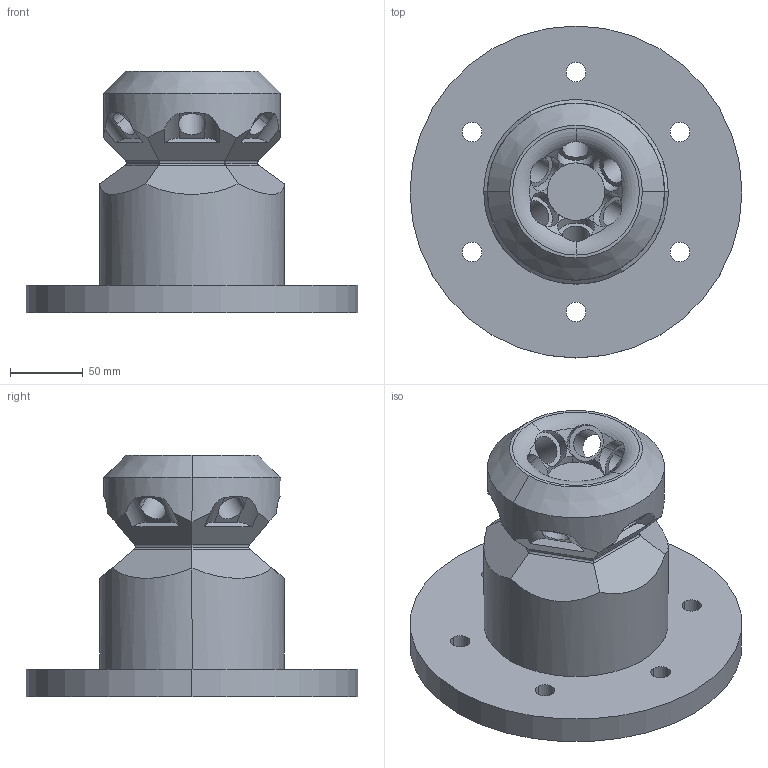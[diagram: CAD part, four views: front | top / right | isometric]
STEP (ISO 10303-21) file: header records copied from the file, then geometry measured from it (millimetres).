
FILE_DESCRIPTION(('Open CASCADE Model'),'2;1');
FILE_NAME('Open CASCADE Shape Model','2025-12-10T18:48:31',('Author'),( 'Open CASCADE'),'Open CASCADE STEP processor 7.9','Open CASCADE 7.9' ,'Unknown');
FILE_SCHEMA(('AUTOMOTIVE_DESIGN { 1 0 10303 214 1 1 1 1 }'));
Length unit declared in the file: millimetre
Products named in the file (1): Open CASCADE STEP translator 7.9 1
Bounding box: 228.6 x 228.6 x 166.37 mm (x, y, z)
Volume: 2214488.2 mm3; surface area: 169013 mm2
Topology: 1 solids, 1 shells, 118 faces, 334 edges, 214 vertices
Faces by surface type: cylinder 68, plane 40, cone 8, torus 2
Entity records: 19526 total; most frequent: CARTESIAN_POINT 14039, DIRECTION 698, ORIENTED_EDGE 668, PCURVE 668, DEFINITIONAL_REPRESENTATION 668, B_SPLINE_CURVE_WITH_KNOTS 538, EDGE_CURVE 334, SURFACE_CURVE 334
